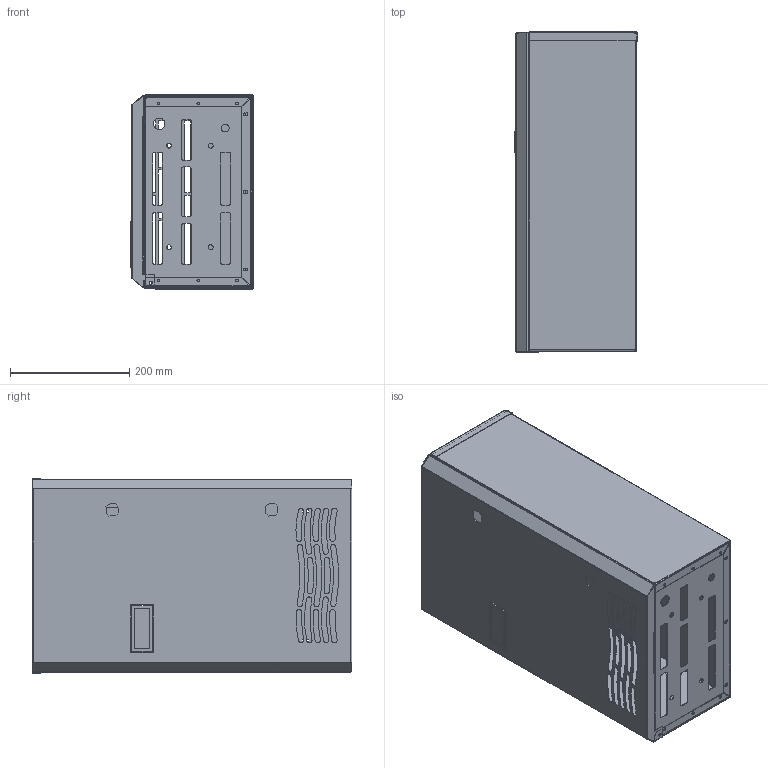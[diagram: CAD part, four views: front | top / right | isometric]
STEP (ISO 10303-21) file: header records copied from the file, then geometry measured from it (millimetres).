
FILE_DESCRIPTION (( 'STEP AP203' ), '1' );
FILE_NAME ('SVK500-MONTAJ.STEP', '2023-01-25T07:29:33', ( '' ), ( '' ), 'SwSTEP 2.0', 'SolidWorks 2011', '' );
FILE_SCHEMA (( 'CONFIG_CONTROL_DESIGN' ));
Length unit declared in the file: millimetre
Products named in the file (7): SVK500-MONTAJ; SVK 500 ON KAPAK; SVK500-GOVDE; Digital Display Controller-K; SVK500-ALTKAPAK; SVK500-USTKAPAK; SVK500-ARKAKAPAK
Assembly tree (6 placements, depth 2):
  SVK500-MONTAJ
    SVK500-USTKAPAK
    SVK500-ALTKAPAK
    SVK500-ARKAKAPAK
    Digital Display Controller-K
    SVK 500 ON KAPAK
    SVK500-GOVDE
Bounding box: 205.51 x 535.53 x 325.21 mm (x, y, z)
Volume: 714033.4 mm3; surface area: 1449806.6 mm2
Topology: 7 solids, 7 shells, 997 faces, 2746 edges, 1765 vertices
Faces by surface type: cylinder 508, plane 431, bspline 58
Entity records: 33880 total; most frequent: CARTESIAN_POINT 7070, ORIENTED_EDGE 5492, DIRECTION 5396, EDGE_CURVE 2746, AXIS2_PLACEMENT_3D 1905, VERTEX_POINT 1765, LINE 1586, VECTOR 1586
